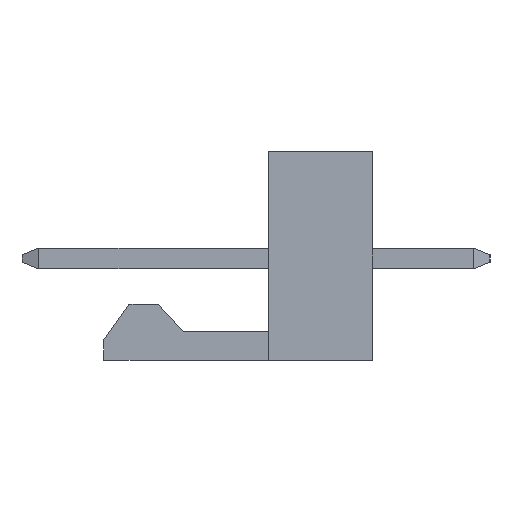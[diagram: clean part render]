
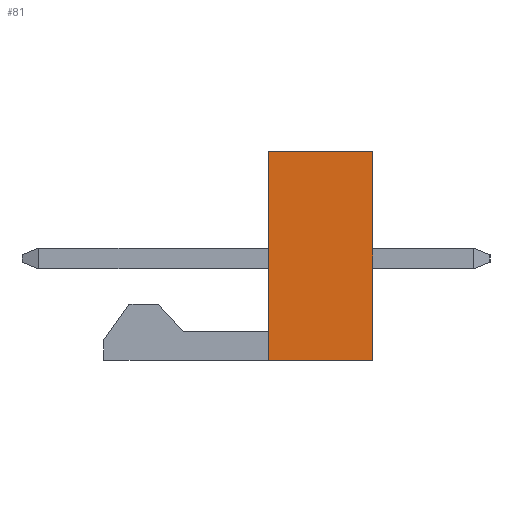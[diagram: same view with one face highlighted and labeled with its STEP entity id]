
A CAD part, left-side view. The second image highlights one B-rep face of the part: STEP entity #81.
In plain terms, the highlighted planar face has unit normal (-1, 0, 0).
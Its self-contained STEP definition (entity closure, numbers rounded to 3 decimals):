
#81=ADVANCED_FACE('',(#453),#454,.F.);
#453=FACE_OUTER_BOUND('',#1195,.T.);
#454=PLANE('',#1196);
#1195=EDGE_LOOP('',(#1937,#1938,#1939,#1940));
#1196=AXIS2_PLACEMENT_3D('',#1941,#1942,#1943);
#1937=ORIENTED_EDGE('',*,*,#4648,.F.);
#1938=ORIENTED_EDGE('',*,*,#4649,.F.);
#1939=ORIENTED_EDGE('',*,*,#4650,.F.);
#1940=ORIENTED_EDGE('',*,*,#4651,.F.);
#1941=CARTESIAN_POINT('',(-17.704,0.0,0.0));
#1942=DIRECTION('',(1.0,0.0,0.0));
#1943=DIRECTION('',(0.0,1.0,0.0));
#4648=EDGE_CURVE('',#5559,#5560,#5561,.T.);
#4649=EDGE_CURVE('',#5562,#5559,#5563,.T.);
#4650=EDGE_CURVE('',#5564,#5562,#5565,.T.);
#4651=EDGE_CURVE('',#5560,#5564,#5566,.T.);
#5559=VERTEX_POINT('',#6900);
#5560=VERTEX_POINT('',#6901);
#5561=LINE('',#6902,#6903);
#5562=VERTEX_POINT('',#6904);
#5563=LINE('',#6905,#6906);
#5564=VERTEX_POINT('',#6907);
#5565=LINE('',#6908,#6909);
#5566=LINE('',#6910,#6911);
#6900=CARTESIAN_POINT('',(-17.704,1.588,-3.099));
#6901=CARTESIAN_POINT('',(-17.704,1.588,3.251));
#6902=CARTESIAN_POINT('',(-17.704,1.588,-3.099));
#6903=VECTOR('',#9068,6.35);
#6904=CARTESIAN_POINT('',(-17.704,-1.588,-3.099));
#6905=CARTESIAN_POINT('',(-17.704,-1.588,-3.099));
#6906=VECTOR('',#9069,3.175);
#6907=CARTESIAN_POINT('',(-17.704,-1.588,3.251));
#6908=CARTESIAN_POINT('',(-17.704,-1.588,3.251));
#6909=VECTOR('',#9070,6.35);
#6910=CARTESIAN_POINT('',(-17.704,1.588,3.251));
#6911=VECTOR('',#9071,3.175);
#9068=DIRECTION('',(0.0,0.0,1.0));
#9069=DIRECTION('',(0.0,1.0,0.0));
#9070=DIRECTION('',(0.0,0.0,-1.0));
#9071=DIRECTION('',(0.0,-1.0,0.0));
